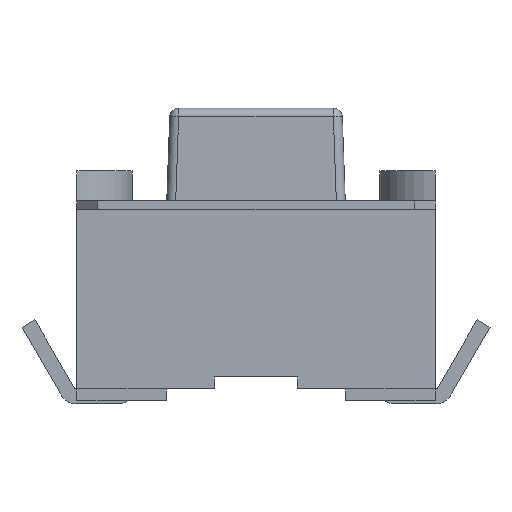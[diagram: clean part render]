
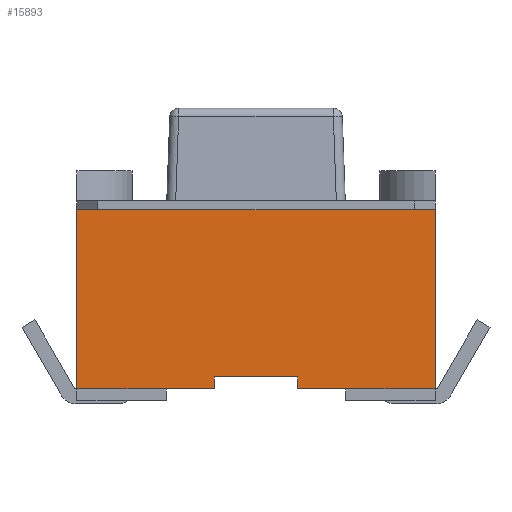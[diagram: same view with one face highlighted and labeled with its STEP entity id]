
A CAD part, left-side view. The second image highlights one B-rep face of the part: STEP entity #15893.
In plain terms, the highlighted planar face has unit normal (-1, 0, 0).
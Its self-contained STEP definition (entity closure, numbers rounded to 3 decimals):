
#7895 = PLANE('',#7896);
#7896 = AXIS2_PLACEMENT_3D('',#7897,#7898,#7899);
#7897 = CARTESIAN_POINT('',(0.,-3.,1.975));
#7898 = DIRECTION('',(0.,1.,0.));
#7899 = DIRECTION('',(-1.,0.,0.));
#8164 = PLANE('',#8165);
#8165 = AXIS2_PLACEMENT_3D('',#8166,#8167,#8168);
#8166 = CARTESIAN_POINT('',(0.,0.,3.25));
#8167 = DIRECTION('',(0.,0.,1.));
#8168 = DIRECTION('',(0.,1.,0.));
#8225 = PLANE('',#8226);
#8226 = AXIS2_PLACEMENT_3D('',#8227,#8228,#8229);
#8227 = CARTESIAN_POINT('',(0.,-1.85,0.25));
#8228 = DIRECTION('',(0.,0.,1.));
#8229 = DIRECTION('',(0.,1.,0.));
#8514 = PLANE('',#8515);
#8515 = AXIS2_PLACEMENT_3D('',#8516,#8517,#8518);
#8516 = CARTESIAN_POINT('',(0.,-1.85,0.25));
#8517 = DIRECTION('',(0.,0.,1.));
#8518 = DIRECTION('',(0.,1.,0.));
#8650 = PLANE('',#8651);
#8651 = AXIS2_PLACEMENT_3D('',#8652,#8653,#8654);
#8652 = CARTESIAN_POINT('',(0.,3.,1.975));
#8653 = DIRECTION('',(0.,1.,0.));
#8654 = DIRECTION('',(0.,-0.,1.));
#15739 = VERTEX_POINT('',#15740);
#15740 = CARTESIAN_POINT('',(-1.75,0.7,0.25));
#15754 = PLANE('',#15755);
#15755 = AXIS2_PLACEMENT_3D('',#15756,#15757,#15758);
#15756 = CARTESIAN_POINT('',(0.,0.7,0.35));
#15757 = DIRECTION('',(0.,1.,0.));
#15758 = DIRECTION('',(-1.,0.,0.));
#15766 = EDGE_CURVE('',#15739,#15767,#15769,.T.);
#15767 = VERTEX_POINT('',#15768);
#15768 = CARTESIAN_POINT('',(-1.75,3.,0.25));
#15769 = SURFACE_CURVE('',#15770,(#15774,#15781),.PCURVE_S1.);
#15770 = LINE('',#15771,#15772);
#15771 = CARTESIAN_POINT('',(-1.75,-1.85,0.25));
#15772 = VECTOR('',#15773,1.);
#15773 = DIRECTION('',(0.,1.,0.));
#15774 = PCURVE('',#8514,#15775);
#15775 = DEFINITIONAL_REPRESENTATION('',(#15776),#15780);
#15776 = LINE('',#15777,#15778);
#15777 = CARTESIAN_POINT('',(0.,1.75));
#15778 = VECTOR('',#15779,1.);
#15779 = DIRECTION('',(1.,0.));
#15780 = ( GEOMETRIC_REPRESENTATION_CONTEXT(2) 
PARAMETRIC_REPRESENTATION_CONTEXT() REPRESENTATION_CONTEXT('2D SPACE',''
  ) );
#15781 = PCURVE('',#15782,#15787);
#15782 = PLANE('',#15783);
#15783 = AXIS2_PLACEMENT_3D('',#15784,#15785,#15786);
#15784 = CARTESIAN_POINT('',(-1.75,0.,1.75));
#15785 = DIRECTION('',(-1.,0.,0.));
#15786 = DIRECTION('',(0.,1.,0.));
#15787 = DEFINITIONAL_REPRESENTATION('',(#15788),#15792);
#15788 = LINE('',#15789,#15790);
#15789 = CARTESIAN_POINT('',(-1.85,1.5));
#15790 = VECTOR('',#15791,1.);
#15791 = DIRECTION('',(1.,0.));
#15792 = ( GEOMETRIC_REPRESENTATION_CONTEXT(2) 
PARAMETRIC_REPRESENTATION_CONTEXT() REPRESENTATION_CONTEXT('2D SPACE',''
  ) );
#15846 = VERTEX_POINT('',#15847);
#15847 = CARTESIAN_POINT('',(-1.75,0.7,0.45));
#15861 = PLANE('',#15862);
#15862 = AXIS2_PLACEMENT_3D('',#15863,#15864,#15865);
#15863 = CARTESIAN_POINT('',(0.,0.,0.45));
#15864 = DIRECTION('',(0.,0.,1.));
#15865 = DIRECTION('',(0.,-1.,0.));
#15873 = EDGE_CURVE('',#15739,#15846,#15874,.T.);
#15874 = SURFACE_CURVE('',#15875,(#15879,#15886),.PCURVE_S1.);
#15875 = LINE('',#15876,#15877);
#15876 = CARTESIAN_POINT('',(-1.75,0.7,0.25));
#15877 = VECTOR('',#15878,1.);
#15878 = DIRECTION('',(0.,0.,1.));
#15879 = PCURVE('',#15754,#15880);
#15880 = DEFINITIONAL_REPRESENTATION('',(#15881),#15885);
#15881 = LINE('',#15882,#15883);
#15882 = CARTESIAN_POINT('',(1.75,-0.1));
#15883 = VECTOR('',#15884,1.);
#15884 = DIRECTION('',(0.,1.));
#15885 = ( GEOMETRIC_REPRESENTATION_CONTEXT(2) 
PARAMETRIC_REPRESENTATION_CONTEXT() REPRESENTATION_CONTEXT('2D SPACE',''
  ) );
#15886 = PCURVE('',#15782,#15887);
#15887 = DEFINITIONAL_REPRESENTATION('',(#15888),#15892);
#15888 = LINE('',#15889,#15890);
#15889 = CARTESIAN_POINT('',(0.7,1.5));
#15890 = VECTOR('',#15891,1.);
#15891 = DIRECTION('',(0.,-1.));
#15892 = ( GEOMETRIC_REPRESENTATION_CONTEXT(2) 
PARAMETRIC_REPRESENTATION_CONTEXT() REPRESENTATION_CONTEXT('2D SPACE',''
  ) );
#15893 = ADVANCED_FACE('',(#15894),#15782,.T.);
#15894 = FACE_BOUND('',#15895,.T.);
#15895 = EDGE_LOOP('',(#15896,#15919,#15947,#15970,#15993,#16016,#16037,
    #16038));
#15896 = ORIENTED_EDGE('',*,*,#15897,.F.);
#15897 = EDGE_CURVE('',#15898,#15846,#15900,.T.);
#15898 = VERTEX_POINT('',#15899);
#15899 = CARTESIAN_POINT('',(-1.75,-0.7,0.45));
#15900 = SURFACE_CURVE('',#15901,(#15905,#15912),.PCURVE_S1.);
#15901 = LINE('',#15902,#15903);
#15902 = CARTESIAN_POINT('',(-1.75,-0.7,0.45));
#15903 = VECTOR('',#15904,1.);
#15904 = DIRECTION('',(0.,1.,0.));
#15905 = PCURVE('',#15782,#15906);
#15906 = DEFINITIONAL_REPRESENTATION('',(#15907),#15911);
#15907 = LINE('',#15908,#15909);
#15908 = CARTESIAN_POINT('',(-0.7,1.3));
#15909 = VECTOR('',#15910,1.);
#15910 = DIRECTION('',(1.,0.));
#15911 = ( GEOMETRIC_REPRESENTATION_CONTEXT(2) 
PARAMETRIC_REPRESENTATION_CONTEXT() REPRESENTATION_CONTEXT('2D SPACE',''
  ) );
#15912 = PCURVE('',#15861,#15913);
#15913 = DEFINITIONAL_REPRESENTATION('',(#15914),#15918);
#15914 = LINE('',#15915,#15916);
#15915 = CARTESIAN_POINT('',(0.7,-1.75));
#15916 = VECTOR('',#15917,1.);
#15917 = DIRECTION('',(-1.,0.));
#15918 = ( GEOMETRIC_REPRESENTATION_CONTEXT(2) 
PARAMETRIC_REPRESENTATION_CONTEXT() REPRESENTATION_CONTEXT('2D SPACE',''
  ) );
#15919 = ORIENTED_EDGE('',*,*,#15920,.T.);
#15920 = EDGE_CURVE('',#15898,#15921,#15923,.T.);
#15921 = VERTEX_POINT('',#15922);
#15922 = CARTESIAN_POINT('',(-1.75,-0.7,0.25));
#15923 = SURFACE_CURVE('',#15924,(#15928,#15935),.PCURVE_S1.);
#15924 = LINE('',#15925,#15926);
#15925 = CARTESIAN_POINT('',(-1.75,-0.7,0.45));
#15926 = VECTOR('',#15927,1.);
#15927 = DIRECTION('',(0.,0.,-1.));
#15928 = PCURVE('',#15782,#15929);
#15929 = DEFINITIONAL_REPRESENTATION('',(#15930),#15934);
#15930 = LINE('',#15931,#15932);
#15931 = CARTESIAN_POINT('',(-0.7,1.3));
#15932 = VECTOR('',#15933,1.);
#15933 = DIRECTION('',(0.,1.));
#15934 = ( GEOMETRIC_REPRESENTATION_CONTEXT(2) 
PARAMETRIC_REPRESENTATION_CONTEXT() REPRESENTATION_CONTEXT('2D SPACE',''
  ) );
#15935 = PCURVE('',#15936,#15941);
#15936 = PLANE('',#15937);
#15937 = AXIS2_PLACEMENT_3D('',#15938,#15939,#15940);
#15938 = CARTESIAN_POINT('',(0.,-0.7,0.35));
#15939 = DIRECTION('',(0.,1.,0.));
#15940 = DIRECTION('',(0.,-0.,1.));
#15941 = DEFINITIONAL_REPRESENTATION('',(#15942),#15946);
#15942 = LINE('',#15943,#15944);
#15943 = CARTESIAN_POINT('',(0.1,-1.75));
#15944 = VECTOR('',#15945,1.);
#15945 = DIRECTION('',(-1.,0.));
#15946 = ( GEOMETRIC_REPRESENTATION_CONTEXT(2) 
PARAMETRIC_REPRESENTATION_CONTEXT() REPRESENTATION_CONTEXT('2D SPACE',''
  ) );
#15947 = ORIENTED_EDGE('',*,*,#15948,.F.);
#15948 = EDGE_CURVE('',#15949,#15921,#15951,.T.);
#15949 = VERTEX_POINT('',#15950);
#15950 = CARTESIAN_POINT('',(-1.75,-3.,0.25));
#15951 = SURFACE_CURVE('',#15952,(#15956,#15963),.PCURVE_S1.);
#15952 = LINE('',#15953,#15954);
#15953 = CARTESIAN_POINT('',(-1.75,-3.,0.25));
#15954 = VECTOR('',#15955,1.);
#15955 = DIRECTION('',(0.,1.,0.));
#15956 = PCURVE('',#15782,#15957);
#15957 = DEFINITIONAL_REPRESENTATION('',(#15958),#15962);
#15958 = LINE('',#15959,#15960);
#15959 = CARTESIAN_POINT('',(-3.,1.5));
#15960 = VECTOR('',#15961,1.);
#15961 = DIRECTION('',(1.,0.));
#15962 = ( GEOMETRIC_REPRESENTATION_CONTEXT(2) 
PARAMETRIC_REPRESENTATION_CONTEXT() REPRESENTATION_CONTEXT('2D SPACE',''
  ) );
#15963 = PCURVE('',#8225,#15964);
#15964 = DEFINITIONAL_REPRESENTATION('',(#15965),#15969);
#15965 = LINE('',#15966,#15967);
#15966 = CARTESIAN_POINT('',(-1.15,1.75));
#15967 = VECTOR('',#15968,1.);
#15968 = DIRECTION('',(1.,0.));
#15969 = ( GEOMETRIC_REPRESENTATION_CONTEXT(2) 
PARAMETRIC_REPRESENTATION_CONTEXT() REPRESENTATION_CONTEXT('2D SPACE',''
  ) );
#15970 = ORIENTED_EDGE('',*,*,#15971,.F.);
#15971 = EDGE_CURVE('',#15972,#15949,#15974,.T.);
#15972 = VERTEX_POINT('',#15973);
#15973 = CARTESIAN_POINT('',(-1.75,-3.,3.25));
#15974 = SURFACE_CURVE('',#15975,(#15979,#15986),.PCURVE_S1.);
#15975 = LINE('',#15976,#15977);
#15976 = CARTESIAN_POINT('',(-1.75,-3.,3.25));
#15977 = VECTOR('',#15978,1.);
#15978 = DIRECTION('',(0.,0.,-1.));
#15979 = PCURVE('',#15782,#15980);
#15980 = DEFINITIONAL_REPRESENTATION('',(#15981),#15985);
#15981 = LINE('',#15982,#15983);
#15982 = CARTESIAN_POINT('',(-3.,-1.5));
#15983 = VECTOR('',#15984,1.);
#15984 = DIRECTION('',(0.,1.));
#15985 = ( GEOMETRIC_REPRESENTATION_CONTEXT(2) 
PARAMETRIC_REPRESENTATION_CONTEXT() REPRESENTATION_CONTEXT('2D SPACE',''
  ) );
#15986 = PCURVE('',#7895,#15987);
#15987 = DEFINITIONAL_REPRESENTATION('',(#15988),#15992);
#15988 = LINE('',#15989,#15990);
#15989 = CARTESIAN_POINT('',(1.75,1.275));
#15990 = VECTOR('',#15991,1.);
#15991 = DIRECTION('',(0.,-1.));
#15992 = ( GEOMETRIC_REPRESENTATION_CONTEXT(2) 
PARAMETRIC_REPRESENTATION_CONTEXT() REPRESENTATION_CONTEXT('2D SPACE',''
  ) );
#15993 = ORIENTED_EDGE('',*,*,#15994,.F.);
#15994 = EDGE_CURVE('',#15995,#15972,#15997,.T.);
#15995 = VERTEX_POINT('',#15996);
#15996 = CARTESIAN_POINT('',(-1.75,3.,3.25));
#15997 = SURFACE_CURVE('',#15998,(#16002,#16009),.PCURVE_S1.);
#15998 = LINE('',#15999,#16000);
#15999 = CARTESIAN_POINT('',(-1.75,3.,3.25));
#16000 = VECTOR('',#16001,1.);
#16001 = DIRECTION('',(0.,-1.,0.));
#16002 = PCURVE('',#15782,#16003);
#16003 = DEFINITIONAL_REPRESENTATION('',(#16004),#16008);
#16004 = LINE('',#16005,#16006);
#16005 = CARTESIAN_POINT('',(3.,-1.5));
#16006 = VECTOR('',#16007,1.);
#16007 = DIRECTION('',(-1.,0.));
#16008 = ( GEOMETRIC_REPRESENTATION_CONTEXT(2) 
PARAMETRIC_REPRESENTATION_CONTEXT() REPRESENTATION_CONTEXT('2D SPACE',''
  ) );
#16009 = PCURVE('',#8164,#16010);
#16010 = DEFINITIONAL_REPRESENTATION('',(#16011),#16015);
#16011 = LINE('',#16012,#16013);
#16012 = CARTESIAN_POINT('',(3.,1.75));
#16013 = VECTOR('',#16014,1.);
#16014 = DIRECTION('',(-1.,0.));
#16015 = ( GEOMETRIC_REPRESENTATION_CONTEXT(2) 
PARAMETRIC_REPRESENTATION_CONTEXT() REPRESENTATION_CONTEXT('2D SPACE',''
  ) );
#16016 = ORIENTED_EDGE('',*,*,#16017,.F.);
#16017 = EDGE_CURVE('',#15767,#15995,#16018,.T.);
#16018 = SURFACE_CURVE('',#16019,(#16023,#16030),.PCURVE_S1.);
#16019 = LINE('',#16020,#16021);
#16020 = CARTESIAN_POINT('',(-1.75,3.,0.25));
#16021 = VECTOR('',#16022,1.);
#16022 = DIRECTION('',(0.,0.,1.));
#16023 = PCURVE('',#15782,#16024);
#16024 = DEFINITIONAL_REPRESENTATION('',(#16025),#16029);
#16025 = LINE('',#16026,#16027);
#16026 = CARTESIAN_POINT('',(3.,1.5));
#16027 = VECTOR('',#16028,1.);
#16028 = DIRECTION('',(0.,-1.));
#16029 = ( GEOMETRIC_REPRESENTATION_CONTEXT(2) 
PARAMETRIC_REPRESENTATION_CONTEXT() REPRESENTATION_CONTEXT('2D SPACE',''
  ) );
#16030 = PCURVE('',#8650,#16031);
#16031 = DEFINITIONAL_REPRESENTATION('',(#16032),#16036);
#16032 = LINE('',#16033,#16034);
#16033 = CARTESIAN_POINT('',(-1.725,-1.75));
#16034 = VECTOR('',#16035,1.);
#16035 = DIRECTION('',(1.,0.));
#16036 = ( GEOMETRIC_REPRESENTATION_CONTEXT(2) 
PARAMETRIC_REPRESENTATION_CONTEXT() REPRESENTATION_CONTEXT('2D SPACE',''
  ) );
#16037 = ORIENTED_EDGE('',*,*,#15766,.F.);
#16038 = ORIENTED_EDGE('',*,*,#15873,.T.);
